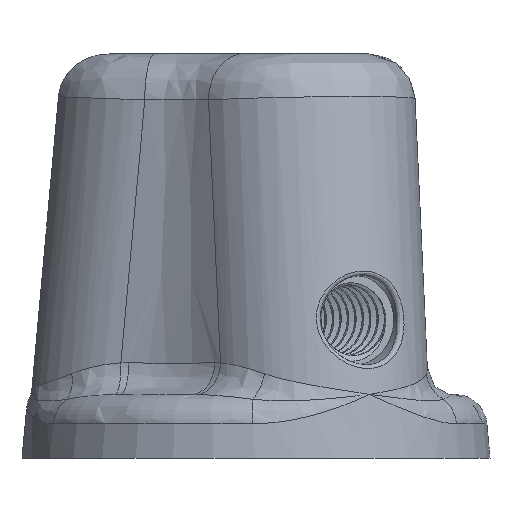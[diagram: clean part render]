
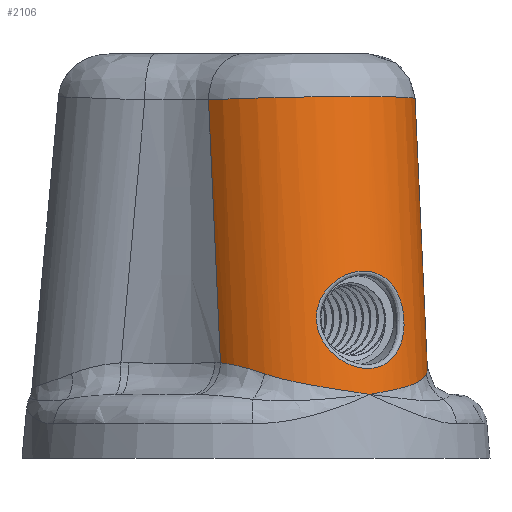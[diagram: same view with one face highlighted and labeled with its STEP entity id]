
A CAD part, left-side view. The second image highlights one B-rep face of the part: STEP entity #2106.
In plain terms, the highlighted cylindrical face has radius 5.604 mm (diameter 11.208 mm), a partial arc.
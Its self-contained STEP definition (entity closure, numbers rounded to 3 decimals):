
#49=FACE_BOUND('',#276,.T.);
#57=ELLIPSE('',#2257,5.613,5.604);
#148=FACE_OUTER_BOUND('',#275,.T.);
#275=EDGE_LOOP('',(#1500,#1501,#1502,#1503,#1504,#1505,#1506));
#276=EDGE_LOOP('',(#1507));
#507=B_SPLINE_CURVE_WITH_KNOTS('',3,(#5001,#5002,#5003,#5004,#5005,#5006,
#5007,#5008,#5009,#5010,#5011,#5012,#5013,#5014,#5015,#5016,#5017,#5018),
 .UNSPECIFIED.,.T.,.F.,(4,1,1,1,1,1,1,1,1,1,1,1,1,1,1,4),(-1.282,
-1.19,-1.099,-1.007,-0.916,
-0.87,-0.824,-0.733,-0.641,
-0.549,-0.458,-0.366,-0.275,
-0.183,-0.092,0.),.UNSPECIFIED.);
#508=B_SPLINE_CURVE_WITH_KNOTS('',3,(#5030,#5031,#5032,#5033),
 .UNSPECIFIED.,.F.,.F.,(4,4),(-2.69,-2.362),
 .UNSPECIFIED.);
#509=B_SPLINE_CURVE_WITH_KNOTS('',3,(#5035,#5036,#5037,#5038,#5039,#5040,
#5041,#5042),.UNSPECIFIED.,.F.,.F.,(4,2,1,1,4),(-0.65,-0.646,
-0.388,-0.258,0.),.UNSPECIFIED.);
#510=B_SPLINE_CURVE_WITH_KNOTS('',3,(#5044,#5045,#5046,#5047,#5048,#5049,
#5050,#5051),.UNSPECIFIED.,.F.,.F.,(4,1,1,2,4),(-0.646,-0.388,
-0.258,0.,0.004),.UNSPECIFIED.);
#511=B_SPLINE_CURVE_WITH_KNOTS('',3,(#5053,#5054,#5055,#5056),
 .UNSPECIFIED.,.F.,.F.,(4,4),(-0.327,0.),
 .UNSPECIFIED.);
#630=LINE('',#5028,#732);
#631=LINE('',#5057,#733);
#732=VECTOR('',#2501,10.);
#733=VECTOR('',#2502,10.);
#885=VERTEX_POINT('',#4975);
#889=VERTEX_POINT('',#5024);
#890=VERTEX_POINT('',#5025);
#891=VERTEX_POINT('',#5027);
#892=VERTEX_POINT('',#5029);
#893=VERTEX_POINT('',#5034);
#894=VERTEX_POINT('',#5043);
#895=VERTEX_POINT('',#5052);
#1130=EDGE_CURVE('',#885,#885,#507,.T.);
#1133=EDGE_CURVE('',#889,#890,#57,.T.);
#1134=EDGE_CURVE('',#889,#891,#630,.T.);
#1135=EDGE_CURVE('',#892,#891,#508,.T.);
#1136=EDGE_CURVE('',#893,#892,#509,.T.);
#1137=EDGE_CURVE('',#894,#893,#510,.T.);
#1138=EDGE_CURVE('',#895,#894,#511,.T.);
#1139=EDGE_CURVE('',#890,#895,#631,.T.);
#1500=ORIENTED_EDGE('',*,*,#1133,.F.);
#1501=ORIENTED_EDGE('',*,*,#1134,.T.);
#1502=ORIENTED_EDGE('',*,*,#1135,.F.);
#1503=ORIENTED_EDGE('',*,*,#1136,.F.);
#1504=ORIENTED_EDGE('',*,*,#1137,.F.);
#1505=ORIENTED_EDGE('',*,*,#1138,.F.);
#1506=ORIENTED_EDGE('',*,*,#1139,.F.);
#1507=ORIENTED_EDGE('',*,*,#1130,.F.);
#2053=CYLINDRICAL_SURFACE('',#2256,5.604);
#2106=ADVANCED_FACE('',(#148,#49),#2053,.T.);
#2256=AXIS2_PLACEMENT_3D('',#5023,#2497,#2498);
#2257=AXIS2_PLACEMENT_3D('',#5026,#2499,#2500);
#2497=DIRECTION('center_axis',(-0.078,-0.045,
-0.996));
#2498=DIRECTION('ref_axis',(-0.862,-0.498,0.091));
#2499=DIRECTION('center_axis',(0.031,0.018,0.999));
#2500=DIRECTION('ref_axis',(-0.865,-0.5,0.036));
#2501=DIRECTION('',(-0.078,-0.045,-0.996));
#2502=DIRECTION('',(-0.078,-0.045,-0.996));
#4975=CARTESIAN_POINT('',(-9.841,-2.928,6.489));
#5001=CARTESIAN_POINT('Ctrl Pts',(-9.841,-2.928,6.489));
#5002=CARTESIAN_POINT('Ctrl Pts',(-9.868,-2.949,6.141));
#5003=CARTESIAN_POINT('Ctrl Pts',(-9.91,-3.175,5.461));
#5004=CARTESIAN_POINT('Ctrl Pts',(-9.859,-3.913,4.666));
#5005=CARTESIAN_POINT('Ctrl Pts',(-9.581,-4.88,4.201));
#5006=CARTESIAN_POINT('Ctrl Pts',(-9.114,-5.69,4.199));
#5007=CARTESIAN_POINT('Ctrl Pts',(-8.67,-6.216,4.431));
#5008=CARTESIAN_POINT('Ctrl Pts',(-8.22,-6.647,4.794));
#5009=CARTESIAN_POINT('Ctrl Pts',(-7.707,-6.993,5.454));
#5010=CARTESIAN_POINT('Ctrl Pts',(-7.378,-7.111,6.477));
#5011=CARTESIAN_POINT('Ctrl Pts',(-7.518,-6.917,7.534));
#5012=CARTESIAN_POINT('Ctrl Pts',(-8.019,-6.422,8.365));
#5013=CARTESIAN_POINT('Ctrl Pts',(-8.653,-5.646,8.837));
#5014=CARTESIAN_POINT('Ctrl Pts',(-9.212,-4.677,8.838));
#5015=CARTESIAN_POINT('Ctrl Pts',(-9.57,-3.739,8.37));
#5016=CARTESIAN_POINT('Ctrl Pts',(-9.749,-3.055,7.539));
#5017=CARTESIAN_POINT('Ctrl Pts',(-9.814,-2.907,6.836));
#5018=CARTESIAN_POINT('Ctrl Pts',(-9.841,-2.928,6.489));
#5023=CARTESIAN_POINT('Origin',(-2.975,-1.718,22.526));
#5024=CARTESIAN_POINT('',(-7.206,2.158,16.884));
#5025=CARTESIAN_POINT('',(-1.734,-7.32,16.884));
#5026=CARTESIAN_POINT('Origin',(-3.423,-1.976,16.841));
#5027=CARTESIAN_POINT('',(-8.183,1.594,4.49));
#5028=CARTESIAN_POINT('',(-6.753,2.42,22.635));
#5029=CARTESIAN_POINT('',(-9.654,-0.491,3.973));
#5030=CARTESIAN_POINT('Ctrl Pts',(-9.654,-0.491,
3.973));
#5031=CARTESIAN_POINT('Ctrl Pts',(-9.327,0.282,4.241));
#5032=CARTESIAN_POINT('Ctrl Pts',(-8.824,1.011,4.44));
#5033=CARTESIAN_POINT('Ctrl Pts',(-8.183,1.594,4.49));
#5034=CARTESIAN_POINT('',(-9.387,-5.42,3.));
#5035=CARTESIAN_POINT('Ctrl Pts',(-9.387,-5.42,3.));
#5036=CARTESIAN_POINT('Ctrl Pts',(-9.392,-5.412,3.001));
#5037=CARTESIAN_POINT('Ctrl Pts',(-9.396,-5.404,3.003));
#5038=CARTESIAN_POINT('Ctrl Pts',(-9.727,-4.807,3.1));
#5039=CARTESIAN_POINT('Ctrl Pts',(-10.059,-3.806,3.25));
#5040=CARTESIAN_POINT('Ctrl Pts',(-10.141,-2.114,3.544));
#5041=CARTESIAN_POINT('Ctrl Pts',(-9.912,-1.102,3.762));
#5042=CARTESIAN_POINT('Ctrl Pts',(-9.654,-0.491,
3.973));
#5043=CARTESIAN_POINT('',(-5.252,-8.115,3.973));
#5044=CARTESIAN_POINT('Ctrl Pts',(-5.252,-8.115,3.973));
#5045=CARTESIAN_POINT('Ctrl Pts',(-5.91,-8.033,3.762));
#5046=CARTESIAN_POINT('Ctrl Pts',(-6.902,-7.726,3.544));
#5047=CARTESIAN_POINT('Ctrl Pts',(-8.325,-6.808,3.249));
#5048=CARTESIAN_POINT('Ctrl Pts',(-9.027,-6.02,3.1));
#5049=CARTESIAN_POINT('Ctrl Pts',(-9.378,-5.436,3.003));
#5050=CARTESIAN_POINT('Ctrl Pts',(-9.383,-5.428,3.001));
#5051=CARTESIAN_POINT('Ctrl Pts',(-9.387,-5.42,3.));
#5052=CARTESIAN_POINT('',(-2.711,-7.884,4.49));
#5053=CARTESIAN_POINT('Ctrl Pts',(-2.711,-7.884,4.49));
#5054=CARTESIAN_POINT('Ctrl Pts',(-3.536,-8.147,4.44));
#5055=CARTESIAN_POINT('Ctrl Pts',(-4.419,-8.219,4.241));
#5056=CARTESIAN_POINT('Ctrl Pts',(-5.252,-8.115,3.973));
#5057=CARTESIAN_POINT('',(-1.281,-7.058,22.635));
